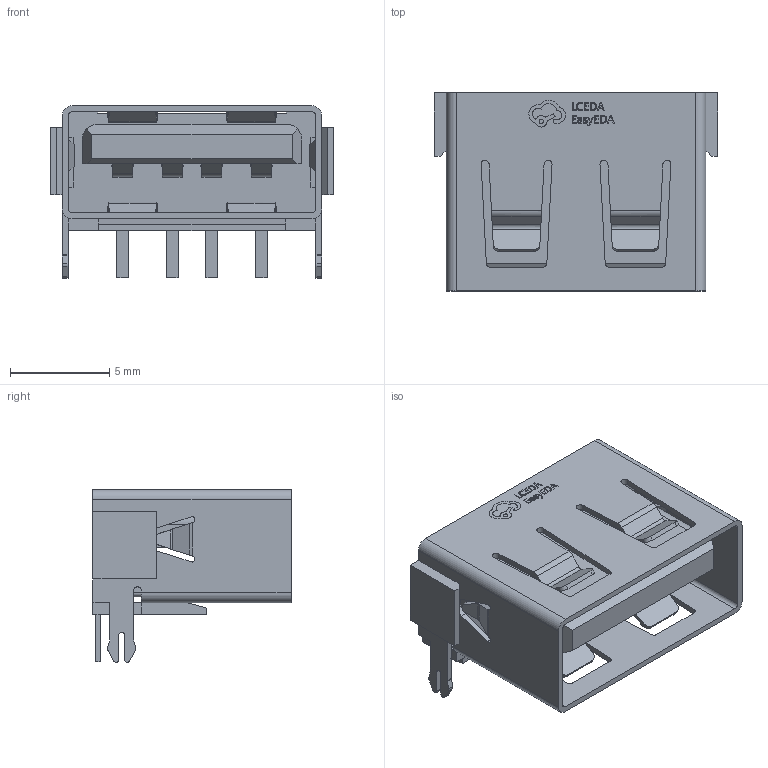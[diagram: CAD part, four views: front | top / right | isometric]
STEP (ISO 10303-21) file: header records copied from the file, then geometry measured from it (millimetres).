
FILE_DESCRIPTION(('FreeCAD Model'),'2;1');
FILE_NAME('Open CASCADE Shape Model','2023-09-15T16:14:13',('Author'),( ''),'Open CASCADE STEP processor 7.6','FreeCAD','Unknown');
FILE_SCHEMA(('AUTOMOTIVE_DESIGN { 1 0 10303 214 1 1 1 1 }'));
Length unit declared in the file: millimetre
Products named in the file (27): (Unsaved); U1; USB-A-TH_AF-10.0-HC6.3; COMPOUND (1)023; COMPOUND (1); COMPOUND (1)001; COMPOUND (1)002; COMPOUND (1)003; COMPOUND (1)004; COMPOUND (1)005; COMPOUND (1)006; COMPOUND (1)007; COMPOUND (1)008; COMPOUND (1)009; COMPOUND (1)010; COMPOUND (1)011; COMPOUND (1)012; COMPOUND (1)013; COMPOUND (1)014; COMPOUND (1)015; COMPOUND (1)016; COMPOUND (1)017; COMPOUND (1)018; COMPOUND (1)019; COMPOUND (1)020; COMPOUND (1)021; COMPOUND (1)022
Assembly tree (26 placements, depth 5):
  (Unsaved)
    U1
      USB-A-TH_AF-10.0-HC6.3
        COMPOUND (1)023
          COMPOUND (1)
          COMPOUND (1)001
          COMPOUND (1)002
          COMPOUND (1)003
          COMPOUND (1)004
          COMPOUND (1)005
          COMPOUND (1)006
          COMPOUND (1)007
          COMPOUND (1)008
          COMPOUND (1)009
          COMPOUND (1)010
          COMPOUND (1)011
          COMPOUND (1)012
          COMPOUND (1)013
          COMPOUND (1)014
          COMPOUND (1)015
          COMPOUND (1)016
          COMPOUND (1)017
          COMPOUND (1)018
          COMPOUND (1)019
          COMPOUND (1)020
          COMPOUND (1)021
          COMPOUND (1)022
Bounding box: 14.3 x 10 x 8.7 mm (x, y, z)
Volume: 449.2 mm3; surface area: 1434.8 mm2
Topology: 23 solids, 23 shells, 729 faces, 2046 edges, 1362 vertices
Faces by surface type: plane 495, cylinder 122, bspline 112
Entity records: 28136 total; most frequent: CARTESIAN_POINT 6004, ORIENTED_EDGE 4092, DIRECTION 3526, EDGE_CURVE 2046, LINE 1574, VECTOR 1574, VERTEX_POINT 1362, AXIS2_PLACEMENT_3D 976
